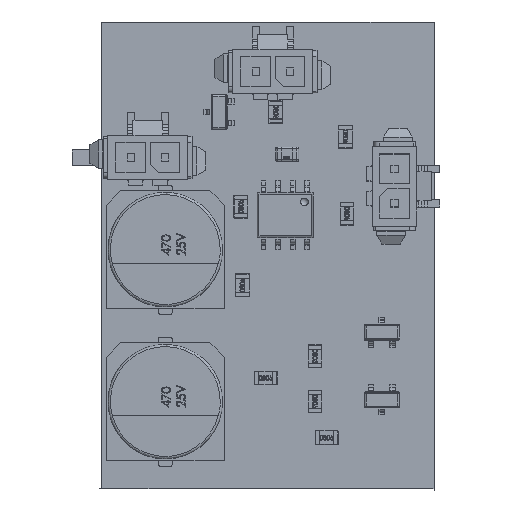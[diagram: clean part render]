
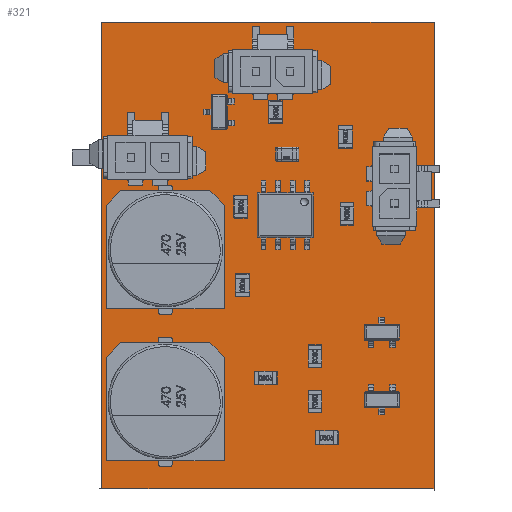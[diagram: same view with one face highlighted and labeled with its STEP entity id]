
A CAD part, top view. The second image highlights one B-rep face of the part: STEP entity #321.
In plain terms, the highlighted planar face has unit normal (0, 0, 1).
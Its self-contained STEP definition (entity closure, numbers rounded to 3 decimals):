
#128 = VERTEX_POINT('',#129);
#129 = CARTESIAN_POINT('',(126.873,82.931,0.411));
#135 = EDGE_CURVE('',#128,#136,#138,.T.);
#136 = VERTEX_POINT('',#137);
#137 = CARTESIAN_POINT('',(127.,83.058,0.411));
#138 = LINE('',#139,#140);
#139 = CARTESIAN_POINT('',(126.873,82.931,0.411));
#140 = VECTOR('',#141,1.);
#141 = DIRECTION('',(0.707,0.707,0.));
#166 = EDGE_CURVE('',#136,#167,#169,.T.);
#167 = VERTEX_POINT('',#168);
#168 = CARTESIAN_POINT('',(127.,123.698,0.411));
#169 = LINE('',#170,#171);
#170 = CARTESIAN_POINT('',(127.,83.058,0.411));
#171 = VECTOR('',#172,1.);
#172 = DIRECTION('',(0.,1.,0.));
#197 = EDGE_CURVE('',#167,#198,#200,.T.);
#198 = VERTEX_POINT('',#199);
#199 = CARTESIAN_POINT('',(156.083,123.698,0.411));
#200 = LINE('',#201,#202);
#201 = CARTESIAN_POINT('',(127.,123.698,0.411));
#202 = VECTOR('',#203,1.);
#203 = DIRECTION('',(1.,0.,0.));
#228 = EDGE_CURVE('',#198,#229,#231,.T.);
#229 = VERTEX_POINT('',#230);
#230 = CARTESIAN_POINT('',(156.083,82.804,0.411));
#231 = LINE('',#232,#233);
#232 = CARTESIAN_POINT('',(156.083,123.698,0.411));
#233 = VECTOR('',#234,1.);
#234 = DIRECTION('',(0.,-1.,0.));
#259 = EDGE_CURVE('',#229,#260,#262,.T.);
#260 = VERTEX_POINT('',#261);
#261 = CARTESIAN_POINT('',(155.956,82.931,0.411));
#262 = LINE('',#263,#264);
#263 = CARTESIAN_POINT('',(156.083,82.804,0.411));
#264 = VECTOR('',#265,1.);
#265 = DIRECTION('',(-0.707,0.707,0.));
#290 = EDGE_CURVE('',#260,#128,#291,.T.);
#291 = LINE('',#292,#293);
#292 = CARTESIAN_POINT('',(155.956,82.931,0.411));
#293 = VECTOR('',#294,1.);
#294 = DIRECTION('',(-1.,0.,0.));
#321 = ADVANCED_FACE('',(#322),#330,.F.);
#322 = FACE_BOUND('',#323,.F.);
#323 = EDGE_LOOP('',(#324,#325,#326,#327,#328,#329));
#324 = ORIENTED_EDGE('',*,*,#135,.T.);
#325 = ORIENTED_EDGE('',*,*,#166,.T.);
#326 = ORIENTED_EDGE('',*,*,#197,.T.);
#327 = ORIENTED_EDGE('',*,*,#228,.T.);
#328 = ORIENTED_EDGE('',*,*,#259,.T.);
#329 = ORIENTED_EDGE('',*,*,#290,.T.);
#330 = PLANE('',#331);
#331 = AXIS2_PLACEMENT_3D('',#332,#333,#334);
#332 = CARTESIAN_POINT('',(126.873,82.931,0.411));
#333 = DIRECTION('',(0.,0.,-1.));
#334 = DIRECTION('',(-1.,0.,0.));
